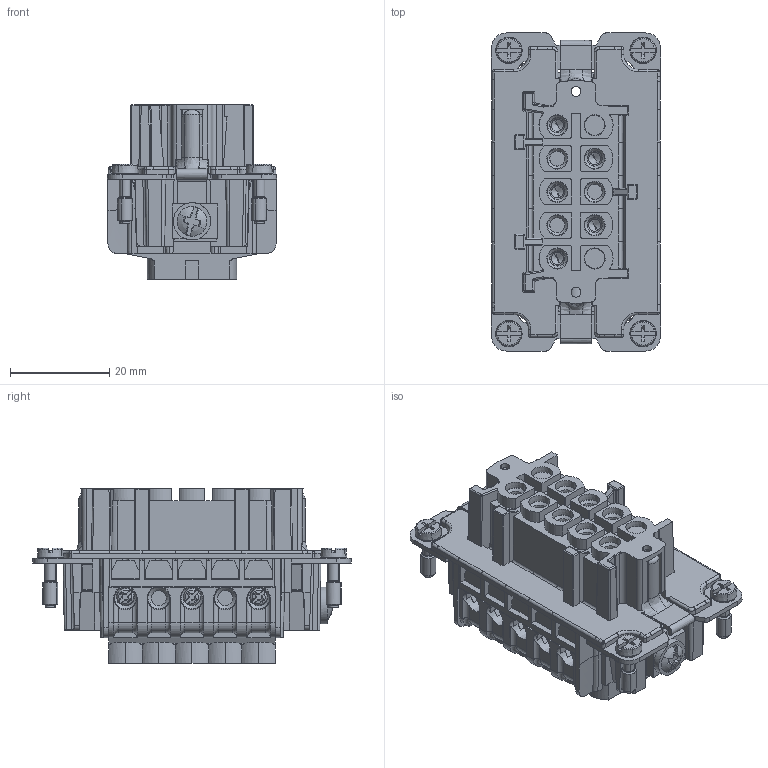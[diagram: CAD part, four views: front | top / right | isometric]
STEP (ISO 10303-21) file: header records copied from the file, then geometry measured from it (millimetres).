
FILE_DESCRIPTION(('CATIA V5 STEP Exchange','CAx-IF Rec.Pracs.--- Model Styling and Organization---1.4--- 2014-01-23'),'2;1');
FILE_NAME ('13459873_3', '2019-10-25T09:16:19+00:00', ('none'), ('Weidmueller'), 'CATIA Version 5-6 Release 2016 SP3 HF44', 'CATIA V5 STEP AP214', 'none');
FILE_SCHEMA(('AUTOMOTIVE_DESIGN { 1 0 10303 214 1 1 1 1 }'));
Products named in the file (1): 1651320000
Bounding box: 34 x 64 x 35.2 mm (x, y, z)
Volume: 31146.2 mm3; surface area: 23623.2 mm2
Topology: 1 solids, 2 shells, 2551 faces, 7753 edges, 5157 vertices
Faces by surface type: plane 1385, cylinder 615, cone 283, torus 122, sphere 92, bspline 36, extrusion 10, revolution 8
Entity records: 88101 total; most frequent: CARTESIAN_POINT 25319, ORIENTED_EDGE 15382, DIRECTION 9456, EDGE_CURVE 7691, VERTEX_POINT 5157, VECTOR 4437, LINE 4427, AXIS2_PLACEMENT_3D 3426
